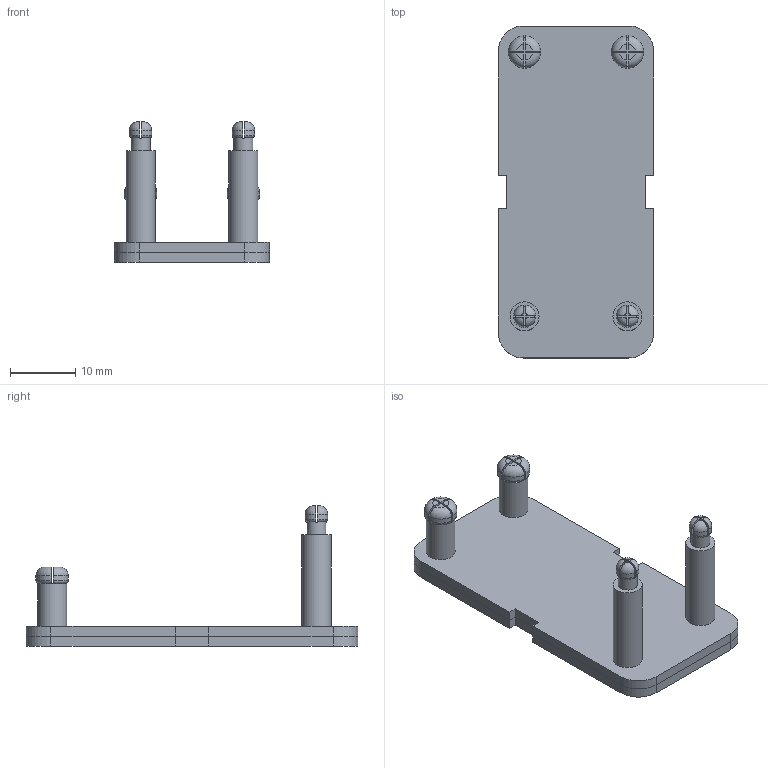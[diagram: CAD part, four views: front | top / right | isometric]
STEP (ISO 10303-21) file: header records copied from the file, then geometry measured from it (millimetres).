
FILE_DESCRIPTION(/* description */ ('STEP AP242','CAx-IF Rec.Pracs.---Representation and Presentation of Product Manufacturing Information (PMI)---4.0---2014-10-13','CAx-IF Rec.Pracs.---3D Tessellated Geometry---0.4---2014-09-14','2;1'),/* implementation_level */ '2;1');
FILE_NAME(/* name */ '666c6aadbf76dd4e0350216b',/* time_stamp */ '2024-06-14T16:07:09Z',/* author */ (''),/* organization */ (''),/* preprocessor_version */ 'ST-DEVELOPER v20',/* originating_system */ ' ',/* authorisation */ ' ');
FILE_SCHEMA (('AP242_MANAGED_MODEL_BASED_3D_ENGINEERING_MIM_LF { 1 0 10303 442 1 1 4 }'));
Length unit declared in the file: metre
Products named in the file (3): Assembly 1; BasePlateBottom; BasePlateTop
Assembly tree (2 placements, depth 2):
  Assembly 1
    BasePlateBottom
    BasePlateTop
Bounding box: 23.75 x 50.8 x 21.49 mm (x, y, z)
Volume: 4163.6 mm3; surface area: 6149.3 mm2
Topology: 2 solids, 2 shells, 152 faces, 392 edges, 262 vertices
Faces by surface type: plane 86, cylinder 34, torus 32
Full cylindrical faces by diameter (mm): 2.921 x2, 4.445 x4, 8.001 x4
Entity records: 4716 total; most frequent: CARTESIAN_POINT 1015, ORIENTED_EDGE 756, DIRECTION 730, EDGE_CURVE 378, AXIS2_PLACEMENT_3D 261, VERTEX_POINT 258, LINE 208, VECTOR 208
